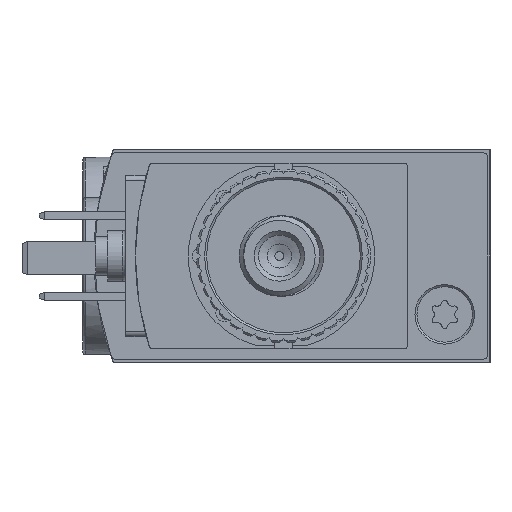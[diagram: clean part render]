
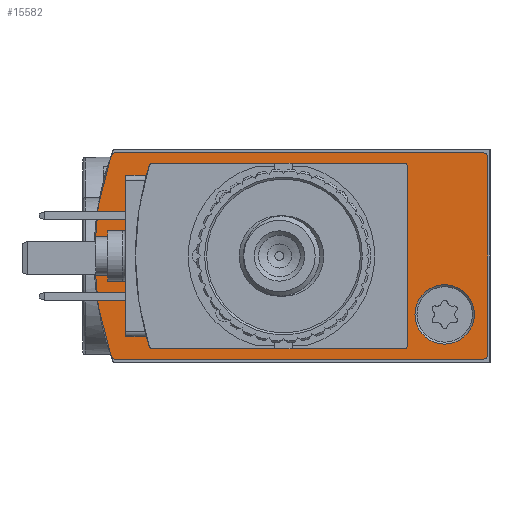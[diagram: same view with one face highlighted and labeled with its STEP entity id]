
A CAD part, left-side view. The second image highlights one B-rep face of the part: STEP entity #15582.
In plain terms, the highlighted planar face has unit normal (-1, 0, 0).
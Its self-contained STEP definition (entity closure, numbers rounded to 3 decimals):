
#1143=LINE('',#26305,#2678);
#1161=LINE('',#26342,#2696);
#1166=LINE('',#26360,#2701);
#2678=VECTOR('',#21632,1000.);
#2696=VECTOR('',#21652,1000.);
#2701=VECTOR('',#21671,1000.);
#5302=ORIENTED_EDGE('',*,*,#8992,.F.);
#5303=ORIENTED_EDGE('',*,*,#8993,.T.);
#5304=ORIENTED_EDGE('',*,*,#8994,.T.);
#5305=ORIENTED_EDGE('',*,*,#8974,.F.);
#5306=ORIENTED_EDGE('',*,*,#8988,.F.);
#5307=ORIENTED_EDGE('',*,*,#8924,.F.);
#5308=ORIENTED_EDGE('',*,*,#8986,.F.);
#5309=ORIENTED_EDGE('',*,*,#8983,.F.);
#5310=ORIENTED_EDGE('',*,*,#8980,.F.);
#5311=ORIENTED_EDGE('',*,*,#8956,.F.);
#5312=ORIENTED_EDGE('',*,*,#8978,.F.);
#8924=EDGE_CURVE('',#10936,#10937,#12133,.T.);
#8956=EDGE_CURVE('',#10968,#10969,#1143,.T.);
#8974=EDGE_CURVE('',#10986,#10987,#1161,.T.);
#8978=EDGE_CURVE('',#10987,#10968,#12142,.T.);
#8980=EDGE_CURVE('',#10969,#10990,#12144,.T.);
#8983=EDGE_CURVE('',#10990,#10992,#1166,.T.);
#8986=EDGE_CURVE('',#10992,#10936,#12146,.T.);
#8988=EDGE_CURVE('',#10937,#10986,#12148,.T.);
#8992=EDGE_CURVE('',#10996,#10996,#12152,.F.);
#8993=EDGE_CURVE('',#10997,#10997,#12153,.T.);
#8994=EDGE_CURVE('',#10998,#10998,#12154,.T.);
#10936=VERTEX_POINT('',#26232);
#10937=VERTEX_POINT('',#26233);
#10968=VERTEX_POINT('',#26306);
#10969=VERTEX_POINT('',#26307);
#10986=VERTEX_POINT('',#26343);
#10987=VERTEX_POINT('',#26344);
#10990=VERTEX_POINT('',#26355);
#10992=VERTEX_POINT('',#26361);
#10996=VERTEX_POINT('',#26378);
#10997=VERTEX_POINT('',#26380);
#10998=VERTEX_POINT('',#26382);
#12133=CIRCLE('',#18959,30.);
#12142=CIRCLE('',#18971,0.5);
#12144=CIRCLE('',#18974,0.5);
#12146=CIRCLE('',#18978,0.5);
#12148=CIRCLE('',#18981,0.5);
#12152=CIRCLE('',#18987,5.);
#12153=CIRCLE('',#18988,2.95);
#12154=CIRCLE('',#18989,2.95);
#12942=EDGE_LOOP('',(#5302));
#12943=EDGE_LOOP('',(#5303));
#12944=EDGE_LOOP('',(#5304));
#12945=EDGE_LOOP('',(#5305,#5306,#5307,#5308,#5309,#5310,#5311,#5312));
#14036=FACE_BOUND('',#12942,.T.);
#14037=FACE_BOUND('',#12943,.T.);
#14038=FACE_BOUND('',#12944,.T.);
#14039=FACE_BOUND('',#12945,.T.);
#14911=PLANE('',#18986);
#15582=ADVANCED_FACE('',(#14036,#14037,#14038,#14039),#14911,.F.);
#18959=AXIS2_PLACEMENT_3D('',#26231,#21592,#21593);
#18971=AXIS2_PLACEMENT_3D('',#26351,#21658,#21659);
#18974=AXIS2_PLACEMENT_3D('',#26354,#21664,#21665);
#18978=AXIS2_PLACEMENT_3D('',#26366,#21676,#21677);
#18981=AXIS2_PLACEMENT_3D('',#26369,#21682,#21683);
#18986=AXIS2_PLACEMENT_3D('',#26376,#21692,#21693);
#18987=AXIS2_PLACEMENT_3D('',#26377,#21694,#21695);
#18988=AXIS2_PLACEMENT_3D('',#26379,#21696,#21697);
#18989=AXIS2_PLACEMENT_3D('',#26381,#21698,#21699);
#21592=DIRECTION('',(1.,0.,0.));
#21593=DIRECTION('',(0.,0.,-1.));
#21632=DIRECTION('',(0.,0.,-1.));
#21652=DIRECTION('',(0.,-1.,0.));
#21658=DIRECTION('',(1.,0.,0.));
#21659=DIRECTION('',(0.,0.,-1.));
#21664=DIRECTION('',(1.,0.,0.));
#21665=DIRECTION('',(0.,0.,-1.));
#21671=DIRECTION('',(0.,1.,0.));
#21676=DIRECTION('',(1.,0.,0.));
#21677=DIRECTION('',(0.,0.,-1.));
#21682=DIRECTION('',(1.,0.,0.));
#21683=DIRECTION('',(0.,0.,-1.));
#21692=DIRECTION('',(1.,0.,0.));
#21693=DIRECTION('',(0.,0.,-1.));
#21694=DIRECTION('',(1.,0.,0.));
#21695=DIRECTION('',(0.,0.,-1.));
#21696=DIRECTION('',(1.,0.,0.));
#21697=DIRECTION('',(0.,0.,-1.));
#21698=DIRECTION('',(1.,0.,0.));
#21699=DIRECTION('',(0.,0.,-1.));
#26231=CARTESIAN_POINT('',(0.,9.3,0.));
#26232=CARTESIAN_POINT('',(0.,37.614,-9.915));
#26233=CARTESIAN_POINT('',(0.,37.614,9.915));
#26305=CARTESIAN_POINT('',(0.,0.2,9.75));
#26306=CARTESIAN_POINT('',(0.,0.2,9.75));
#26307=CARTESIAN_POINT('',(0.,0.2,-9.75));
#26342=CARTESIAN_POINT('',(0.,37.142,10.25));
#26343=CARTESIAN_POINT('',(0.,37.142,10.25));
#26344=CARTESIAN_POINT('',(0.,0.7,10.25));
#26351=CARTESIAN_POINT('',(0.,0.7,9.75));
#26354=CARTESIAN_POINT('',(0.,0.7,-9.75));
#26355=CARTESIAN_POINT('',(0.,0.7,-10.25));
#26360=CARTESIAN_POINT('',(0.,0.7,-10.25));
#26361=CARTESIAN_POINT('',(0.,37.142,-10.25));
#26366=CARTESIAN_POINT('',(0.,37.142,-9.75));
#26369=CARTESIAN_POINT('',(0.,37.142,9.75));
#26376=CARTESIAN_POINT('',(0.,0.7,9.75));
#26377=CARTESIAN_POINT('',(0.,20.9,0.));
#26378=CARTESIAN_POINT('',(0.,20.9,-5.));
#26379=CARTESIAN_POINT('',(0.,31.7,5.8));
#26380=CARTESIAN_POINT('',(0.,31.7,2.85));
#26381=CARTESIAN_POINT('',(0.,4.5,-5.8));
#26382=CARTESIAN_POINT('',(0.,4.5,-8.75));
